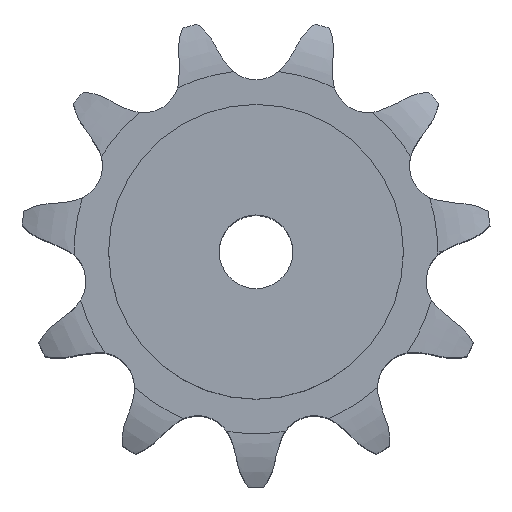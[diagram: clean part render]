
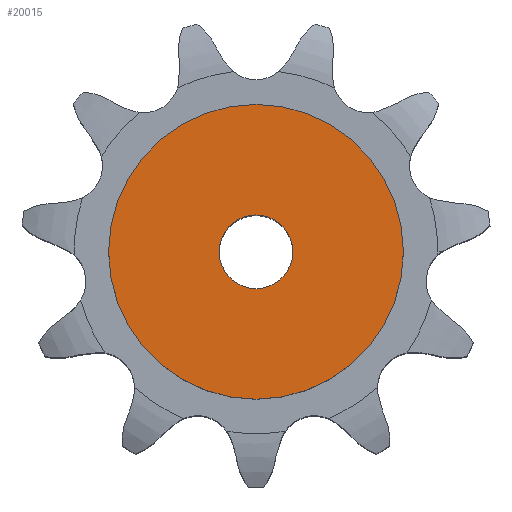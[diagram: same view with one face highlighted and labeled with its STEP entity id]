
A CAD part, top view. The second image highlights one B-rep face of the part: STEP entity #20015.
In plain terms, the highlighted planar face has unit normal (0, 0, 1).
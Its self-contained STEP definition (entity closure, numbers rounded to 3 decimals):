
#10994 = CYLINDRICAL_SURFACE('',#10995,10.);
#10995 = AXIS2_PLACEMENT_3D('',#10996,#10997,#10998);
#10996 = CARTESIAN_POINT('',(0.,0.,238.306));
#10997 = DIRECTION('',(0.,0.,1.));
#10998 = DIRECTION('',(1.,0.,0.));
#13739 = EDGE_CURVE('',#13740,#13740,#13742,.T.);
#13740 = VERTEX_POINT('',#13741);
#13741 = CARTESIAN_POINT('',(10.,0.,115.));
#13742 = SURFACE_CURVE('',#13743,(#13748,#13755),.PCURVE_S1.);
#13743 = CIRCLE('',#13744,10.);
#13744 = AXIS2_PLACEMENT_3D('',#13745,#13746,#13747);
#13745 = CARTESIAN_POINT('',(0.,0.,115.));
#13746 = DIRECTION('',(0.,0.,1.));
#13747 = DIRECTION('',(1.,0.,0.));
#13748 = PCURVE('',#10994,#13749);
#13749 = DEFINITIONAL_REPRESENTATION('',(#13750),#13754);
#13750 = LINE('',#13751,#13752);
#13751 = CARTESIAN_POINT('',(0.,-123.306));
#13752 = VECTOR('',#13753,1.);
#13753 = DIRECTION('',(1.,0.));
#13754 = ( GEOMETRIC_REPRESENTATION_CONTEXT(2) 
PARAMETRIC_REPRESENTATION_CONTEXT() REPRESENTATION_CONTEXT('2D SPACE',''
  ) );
#13755 = PCURVE('',#13756,#13761);
#13756 = PLANE('',#13757);
#13757 = AXIS2_PLACEMENT_3D('',#13758,#13759,#13760);
#13758 = CARTESIAN_POINT('',(0.,0.,115.
    ));
#13759 = DIRECTION('',(0.,0.,1.));
#13760 = DIRECTION('',(1.,0.,0.));
#13761 = DEFINITIONAL_REPRESENTATION('',(#13762),#13766);
#13762 = CIRCLE('',#13763,10.);
#13763 = AXIS2_PLACEMENT_2D('',#13764,#13765);
#13764 = CARTESIAN_POINT('',(0.,0.));
#13765 = DIRECTION('',(1.,0.));
#13766 = ( GEOMETRIC_REPRESENTATION_CONTEXT(2) 
PARAMETRIC_REPRESENTATION_CONTEXT() REPRESENTATION_CONTEXT('2D SPACE',''
  ) );
#20015 = ADVANCED_FACE('',(#20016,#20047),#13756,.T.);
#20016 = FACE_BOUND('',#20017,.T.);
#20017 = EDGE_LOOP('',(#20018));
#20018 = ORIENTED_EDGE('',*,*,#20019,.T.);
#20019 = EDGE_CURVE('',#20020,#20020,#20022,.T.);
#20020 = VERTEX_POINT('',#20021);
#20021 = CARTESIAN_POINT('',(40.,0.,115.));
#20022 = SURFACE_CURVE('',#20023,(#20028,#20035),.PCURVE_S1.);
#20023 = CIRCLE('',#20024,40.);
#20024 = AXIS2_PLACEMENT_3D('',#20025,#20026,#20027);
#20025 = CARTESIAN_POINT('',(0.,0.,115.));
#20026 = DIRECTION('',(0.,0.,1.));
#20027 = DIRECTION('',(1.,0.,0.));
#20028 = PCURVE('',#13756,#20029);
#20029 = DEFINITIONAL_REPRESENTATION('',(#20030),#20034);
#20030 = CIRCLE('',#20031,40.);
#20031 = AXIS2_PLACEMENT_2D('',#20032,#20033);
#20032 = CARTESIAN_POINT('',(0.,0.));
#20033 = DIRECTION('',(1.,0.));
#20034 = ( GEOMETRIC_REPRESENTATION_CONTEXT(2) 
PARAMETRIC_REPRESENTATION_CONTEXT() REPRESENTATION_CONTEXT('2D SPACE',''
  ) );
#20035 = PCURVE('',#20036,#20041);
#20036 = CYLINDRICAL_SURFACE('',#20037,40.);
#20037 = AXIS2_PLACEMENT_3D('',#20038,#20039,#20040);
#20038 = CARTESIAN_POINT('',(0.,0.,0.));
#20039 = DIRECTION('',(-0.,-0.,-1.));
#20040 = DIRECTION('',(1.,0.,0.));
#20041 = DEFINITIONAL_REPRESENTATION('',(#20042),#20046);
#20042 = LINE('',#20043,#20044);
#20043 = CARTESIAN_POINT('',(-0.,-115.));
#20044 = VECTOR('',#20045,1.);
#20045 = DIRECTION('',(-1.,0.));
#20046 = ( GEOMETRIC_REPRESENTATION_CONTEXT(2) 
PARAMETRIC_REPRESENTATION_CONTEXT() REPRESENTATION_CONTEXT('2D SPACE',''
  ) );
#20047 = FACE_BOUND('',#20048,.T.);
#20048 = EDGE_LOOP('',(#20049));
#20049 = ORIENTED_EDGE('',*,*,#13739,.F.);
